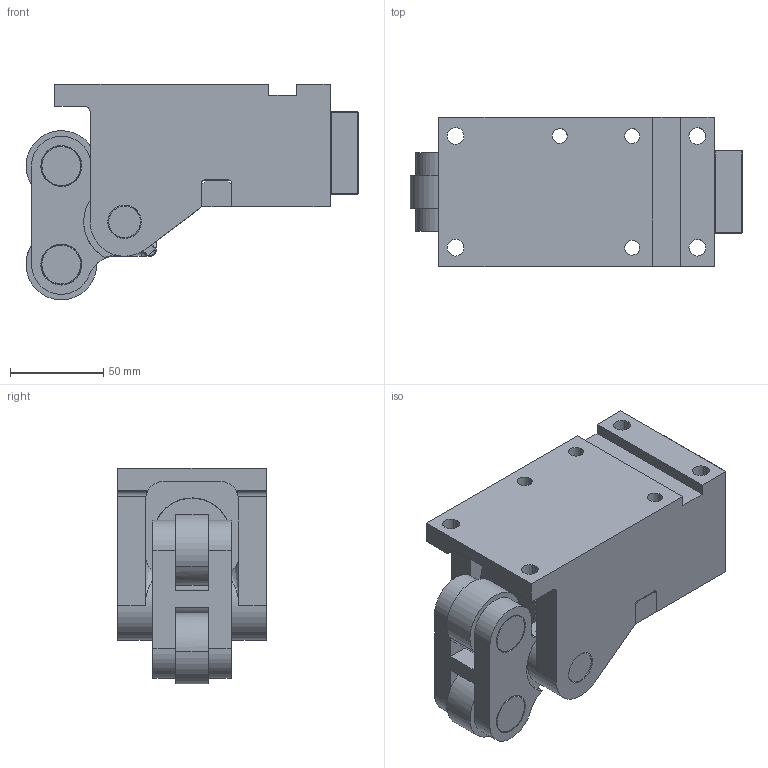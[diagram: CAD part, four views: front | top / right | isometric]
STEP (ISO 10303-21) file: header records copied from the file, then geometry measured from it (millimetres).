
FILE_DESCRIPTION(('CATIA V5 STEP Exchange'),'2;1');
FILE_NAME('CPUN_05000_25.stp','2015-11-17T07:49:08+00:00',('none'),('none'),'CATIA Version 5 Release 20 GA (IN-10)','CATIA V5 STEP AP203','none');
FILE_SCHEMA(('CONFIG_CONTROL_DESIGN'));
Length unit declared in the file: millimetre
Products named in the file (1): CPUN-05000-25
Bounding box: 178.49 x 80 x 115.94 mm (x, y, z)
Volume: 755112.2 mm3; surface area: 162765.2 mm2
Topology: 6 solids, 18 shells, 472 faces, 1182 edges, 734 vertices
Faces by surface type: cylinder 191, plane 137, cone 94, torus 28, sphere 12, bspline 10
Entity records: 15399 total; most frequent: CARTESIAN_POINT 4902, ORIENTED_EDGE 2288, DIRECTION 1773, EDGE_CURVE 1144, AXIS2_PLACEMENT_3D 873, VERTEX_POINT 734, EDGE_LOOP 538, VECTOR 510
